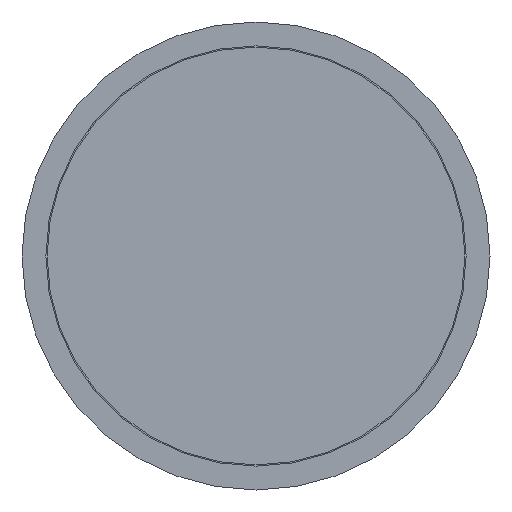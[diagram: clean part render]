
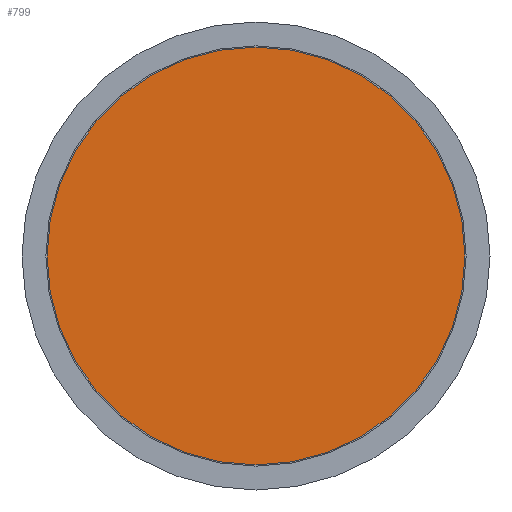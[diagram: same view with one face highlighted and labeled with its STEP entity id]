
A CAD part, front view. The second image highlights one B-rep face of the part: STEP entity #799.
In plain terms, the highlighted planar face has unit normal (0, -1, 0).
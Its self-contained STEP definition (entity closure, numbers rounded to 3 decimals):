
#1 = DIRECTION ( 'NONE',  ( 0., 0., 1. ) ) ;
#61 = EDGE_LOOP ( 'NONE', ( #743 ) ) ;
#77 = CARTESIAN_POINT ( 'NONE',  ( -43.75, 0., 0. ) ) ;
#81 = CIRCLE ( 'NONE', #472, 43.75 ) ;
#154 = PLANE ( 'NONE',  #703 ) ;
#164 = DIRECTION ( 'NONE',  ( 0., -1., 0. ) ) ;
#303 = CARTESIAN_POINT ( 'NONE',  ( 0., 0., -43.75 ) ) ;
#468 = DIRECTION ( 'NONE',  ( 0., 1., 0. ) ) ;
#472 = AXIS2_PLACEMENT_3D ( 'NONE', #849, #164, #602 ) ;
#602 = DIRECTION ( 'NONE',  ( 0., 0., -1. ) ) ;
#703 = AXIS2_PLACEMENT_3D ( 'NONE', #77, #468, #1 ) ;
#743 = ORIENTED_EDGE ( 'NONE', *, *, #846, .T. ) ;
#799 = ADVANCED_FACE ( 'NONE', ( #917 ), #154, .F. ) ;
#836 = VERTEX_POINT ( 'NONE', #303 ) ;
#846 = EDGE_CURVE ( 'NONE', #836, #836, #81, .T. ) ;
#849 = CARTESIAN_POINT ( 'NONE',  ( 0., 0., 0. ) ) ;
#917 = FACE_OUTER_BOUND ( 'NONE', #61, .T. ) ;
